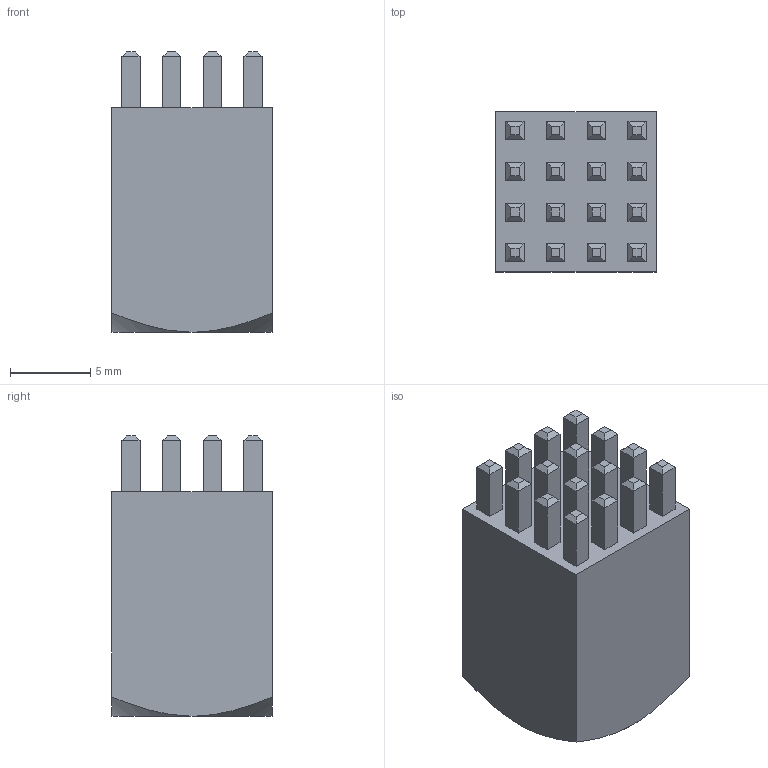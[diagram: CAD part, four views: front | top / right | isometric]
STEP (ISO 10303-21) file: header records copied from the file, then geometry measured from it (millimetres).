
FILE_DESCRIPTION (( 'STEP AP203' ), '1' );
FILE_NAME ('91833-A.STEP', '2013-12-17T17:01:57', ( 'Hajo' ), ( 'Microsoft' ), 'SwSTEP 2.0', 'SolidWorks 2011', '' );
FILE_SCHEMA (( 'CONFIG_CONTROL_DESIGN' ));
Length unit declared in the file: millimetre
Products named in the file (1): 91833-A
Bounding box: 10 x 10 x 17.5 mm (x, y, z)
Volume: 1254.9 mm3; surface area: 1144.6 mm2
Topology: 1 solids, 1 shells, 158 faces, 350 edges, 209 vertices
Faces by surface type: plane 150, cone 6, cylinder 2
Entity records: 4285 total; most frequent: CARTESIAN_POINT 772, ORIENTED_EDGE 696, DIRECTION 666, EDGE_CURVE 348, VECTOR 332, LINE 332, VERTEX_POINT 209, EDGE_LOOP 175
